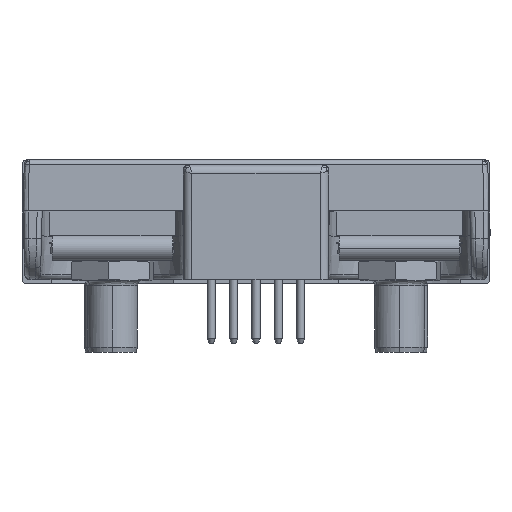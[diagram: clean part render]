
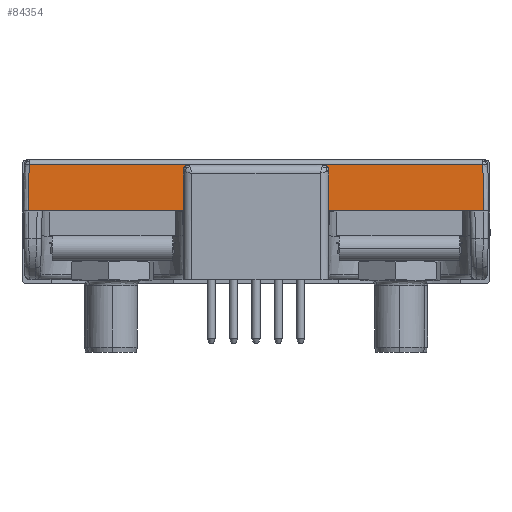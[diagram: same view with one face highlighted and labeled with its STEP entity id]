
A CAD part, left-side view. The second image highlights one B-rep face of the part: STEP entity #84354.
In plain terms, the highlighted planar face has unit normal (-1, 0, 0.026).
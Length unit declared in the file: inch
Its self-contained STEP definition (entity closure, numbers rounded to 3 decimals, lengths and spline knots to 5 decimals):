
#261 = CARTESIAN_POINT ( 'NONE',  ( -8.73701, 2.01926, -0.13881 ) ) ;
#3413 = DIRECTION ( 'NONE',  ( 0., 1., 0. ) ) ;
#4311 = PLANE ( 'NONE',  #63921 ) ;
#5724 = CARTESIAN_POINT ( 'NONE',  ( -8.73427, 2.02199, -0.03441 ) ) ;
#6475 = CARTESIAN_POINT ( 'NONE',  ( -8.7364, 2.01987, -0.11561 ) ) ;
#6534 = LINE ( 'NONE', #18944, #65495 ) ;
#7773 = LINE ( 'NONE', #74413, #81190 ) ;
#8585 = VECTOR ( 'NONE', #48030, 39.37008 ) ;
#8704 = VERTEX_POINT ( 'NONE', #86193 ) ;
#8957 = CARTESIAN_POINT ( 'NONE',  ( -8.73789, 2.01838, -0.17253 ) ) ;
#9429 = CARTESIAN_POINT ( 'NONE',  ( -8.7379, 2.90431, -0.17277 ) ) ;
#9458 = CARTESIAN_POINT ( 'NONE',  ( -8.73427, 3.37797, -0.03441 ) ) ;
#9931 = B_SPLINE_CURVE_WITH_KNOTS ( 'NONE', 3,
 ( #14554, #63057, #63662, #21346, #6475, #42809, #261, #91677, #56191, #42501, #92297, #77009, #20450, #13654, #49662, #56806, #63351, #14264, #71117, #70494, #28512, #34450, #84213, #27903, #77644, #84804, #91988, #8957, #86038, #50865, #58665 ),
 .UNSPECIFIED., .F., .F.,
 ( 4, 3, 3, 3, 3, 3, 3, 3, 3, 3, 4 ),
 ( 0., 0.50305, 0.75457, 0.88033, 0.94321, 0.97465, 0.98251, 0.98644, 0.99037, 0.99823, 1. ),
 .UNSPECIFIED. ) ;
#10815 = ORIENTED_EDGE ( 'NONE', *, *, #67696, .F. ) ;
#11752 = EDGE_CURVE ( 'NONE', #66748, #23476, #6534, .T. ) ;
#11945 = VECTOR ( 'NONE', #29590, 39.37008 ) ;
#13654 = CARTESIAN_POINT ( 'NONE',  ( -8.73773, 2.01854, -0.16636 ) ) ;
#14264 = CARTESIAN_POINT ( 'NONE',  ( -8.73782, 2.01844, -0.16999 ) ) ;
#14554 = CARTESIAN_POINT ( 'NONE',  ( -8.73427, 2.02199, -0.03441 ) ) ;
#16362 = ORIENTED_EDGE ( 'NONE', *, *, #11752, .F. ) ;
#16994 = CARTESIAN_POINT ( 'NONE',  ( -8.7379, 3.38159, -0.17277 ) ) ;
#18623 = VERTEX_POINT ( 'NONE', #53232 ) ;
#18944 = CARTESIAN_POINT ( 'NONE',  ( -8.7379, 2.69998, -0.17277 ) ) ;
#20450 = CARTESIAN_POINT ( 'NONE',  ( -8.73769, 2.01858, -0.16491 ) ) ;
#21042 = DIRECTION ( 'NONE',  ( 0., -1., 0. ) ) ;
#21346 = CARTESIAN_POINT ( 'NONE',  ( -8.73609, 2.02017, -0.10401 ) ) ;
#22290 = CARTESIAN_POINT ( 'NONE',  ( -8.7379, 3.36795, -0.17277 ) ) ;
#23476 = VERTEX_POINT ( 'NONE', #33722 ) ;
#24171 = ORIENTED_EDGE ( 'NONE', *, *, #40460, .T. ) ;
#26347 = DIRECTION ( 'NONE',  ( -0.026, 0., -1. ) ) ;
#26994 = EDGE_CURVE ( 'NONE', #80450, #23476, #63939, .T. ) ;
#27903 = CARTESIAN_POINT ( 'NONE',  ( -8.73786, 2.01841, -0.17126 ) ) ;
#28512 = CARTESIAN_POINT ( 'NONE',  ( -8.73784, 2.01842, -0.17071 ) ) ;
#29590 = DIRECTION ( 'NONE',  ( 0., 1., 0. ) ) ;
#31446 = CARTESIAN_POINT ( 'NONE',  ( -8.73669, 3.38039, -0.12665 ) ) ;
#31967 = ORIENTED_EDGE ( 'NONE', *, *, #26994, .T. ) ;
#32427 = ORIENTED_EDGE ( 'NONE', *, *, #55406, .F. ) ;
#32626 = VERTEX_POINT ( 'NONE', #47187 ) ;
#33722 = CARTESIAN_POINT ( 'NONE',  ( -8.7379, 3.3543, -0.17277 ) ) ;
#34450 = CARTESIAN_POINT ( 'NONE',  ( -8.73785, 2.01842, -0.1709 ) ) ;
#38828 = CARTESIAN_POINT ( 'NONE',  ( -8.7379, 2.69998, -0.17277 ) ) ;
#40460 = EDGE_CURVE ( 'NONE', #78949, #18623, #7773, .T. ) ;
#40851 = LINE ( 'NONE', #54876, #8585 ) ;
#42501 = CARTESIAN_POINT ( 'NONE',  ( -8.73746, 2.0188, -0.15621 ) ) ;
#42809 = CARTESIAN_POINT ( 'NONE',  ( -8.7367, 2.01956, -0.12721 ) ) ;
#47081 = EDGE_LOOP ( 'NONE', ( #32427, #10815, #56505, #61637, #24171, #72215, #31967, #16362 ) ) ;
#47187 = CARTESIAN_POINT ( 'NONE',  ( -8.7379, 2.49565, -0.17277 ) ) ;
#48030 = DIRECTION ( 'NONE',  ( 0., 1., 0. ) ) ;
#49662 = CARTESIAN_POINT ( 'NONE',  ( -8.73777, 2.0185, -0.16781 ) ) ;
#50865 = CARTESIAN_POINT ( 'NONE',  ( -8.73789, 2.01837, -0.17269 ) ) ;
#52935 = VECTOR ( 'NONE', #3413, 39.37008 ) ;
#53232 = CARTESIAN_POINT ( 'NONE',  ( -8.73427, 3.37797, -0.03441 ) ) ;
#54687 = DIRECTION ( 'NONE',  ( 0., 1., 0. ) ) ;
#54876 = CARTESIAN_POINT ( 'NONE',  ( -8.7379, 2.69998, -0.17277 ) ) ;
#55406 = EDGE_CURVE ( 'NONE', #32626, #66748, #68780, .T. ) ;
#56191 = CARTESIAN_POINT ( 'NONE',  ( -8.73731, 2.01896, -0.15041 ) ) ;
#56209 = CARTESIAN_POINT ( 'NONE',  ( -8.7379, 2.04566, -0.17277 ) ) ;
#56404 = LINE ( 'NONE', #80286, #11945 ) ;
#56505 = ORIENTED_EDGE ( 'NONE', *, *, #59282, .F. ) ;
#56806 = CARTESIAN_POINT ( 'NONE',  ( -8.7378, 2.01846, -0.16926 ) ) ;
#58665 = CARTESIAN_POINT ( 'NONE',  ( -8.7379, 2.01837, -0.17277 ) ) ;
#59282 = EDGE_CURVE ( 'NONE', #8704, #75783, #56404, .T. ) ;
#60712 = FACE_OUTER_BOUND ( 'NONE', #47081, .T. ) ;
#61315 = EDGE_CURVE ( 'NONE', #18623, #80450, #81386, .T. ) ;
#61637 = ORIENTED_EDGE ( 'NONE', *, *, #67162, .F. ) ;
#63057 = CARTESIAN_POINT ( 'NONE',  ( -8.73488, 2.02139, -0.05761 ) ) ;
#63351 = CARTESIAN_POINT ( 'NONE',  ( -8.73781, 2.01845, -0.16963 ) ) ;
#63662 = CARTESIAN_POINT ( 'NONE',  ( -8.73549, 2.02078, -0.08081 ) ) ;
#63921 = AXIS2_PLACEMENT_3D ( 'NONE', #82924, #75750, #26347 ) ;
#63939 = LINE ( 'NONE', #22290, #69490 ) ;
#65495 = VECTOR ( 'NONE', #54687, 39.37008 ) ;
#66748 = VERTEX_POINT ( 'NONE', #9429 ) ;
#67162 = EDGE_CURVE ( 'NONE', #78949, #8704, #9931, .T. ) ;
#67696 = EDGE_CURVE ( 'NONE', #75783, #32626, #40851, .T. ) ;
#68780 = LINE ( 'NONE', #38828, #52935 ) ;
#69490 = VECTOR ( 'NONE', #21042, 39.37008 ) ;
#70494 = CARTESIAN_POINT ( 'NONE',  ( -8.73784, 2.01843, -0.17053 ) ) ;
#71117 = CARTESIAN_POINT ( 'NONE',  ( -8.73783, 2.01843, -0.17035 ) ) ;
#72215 = ORIENTED_EDGE ( 'NONE', *, *, #61315, .T. ) ;
#74413 = CARTESIAN_POINT ( 'NONE',  ( -8.73427, 2.69998, -0.03441 ) ) ;
#75750 = DIRECTION ( 'NONE',  ( 1., 0., -0.026 ) ) ;
#75783 = VERTEX_POINT ( 'NONE', #56209 ) ;
#77009 = CARTESIAN_POINT ( 'NONE',  ( -8.73761, 2.01865, -0.16201 ) ) ;
#77644 = CARTESIAN_POINT ( 'NONE',  ( -8.73786, 2.01841, -0.17144 ) ) ;
#78949 = VERTEX_POINT ( 'NONE', #5724 ) ;
#80286 = CARTESIAN_POINT ( 'NONE',  ( -8.7379, 2.69998, -0.17277 ) ) ;
#80292 = CARTESIAN_POINT ( 'NONE',  ( -8.73548, 3.37918, -0.08053 ) ) ;
#80450 = VERTEX_POINT ( 'NONE', #16994 ) ;
#81190 = VECTOR ( 'NONE', #82207, 39.37008 ) ;
#81386 = B_SPLINE_CURVE_WITH_KNOTS ( 'NONE', 3,
 ( #9458, #80292, #31446, #87483 ),
 .UNSPECIFIED., .F., .F.,
 ( 4, 4 ),
 ( 0., 1. ),
 .UNSPECIFIED. ) ;
#82207 = DIRECTION ( 'NONE',  ( 0., 1., 0. ) ) ;
#82924 = CARTESIAN_POINT ( 'NONE',  ( -8.73427, 2.01837, -0.03441 ) ) ;
#84213 = CARTESIAN_POINT ( 'NONE',  ( -8.73785, 2.01842, -0.17108 ) ) ;
#84354 = ADVANCED_FACE ( 'NONE', ( #60712 ), #4311, .F. ) ;
#84804 = CARTESIAN_POINT ( 'NONE',  ( -8.73787, 2.0184, -0.1718 ) ) ;
#86038 = CARTESIAN_POINT ( 'NONE',  ( -8.73789, 2.01838, -0.17261 ) ) ;
#86193 = CARTESIAN_POINT ( 'NONE',  ( -8.7379, 2.01837, -0.17277 ) ) ;
#87483 = CARTESIAN_POINT ( 'NONE',  ( -8.7379, 3.38159, -0.17277 ) ) ;
#91677 = CARTESIAN_POINT ( 'NONE',  ( -8.73716, 2.01911, -0.14461 ) ) ;
#91988 = CARTESIAN_POINT ( 'NONE',  ( -8.73788, 2.01839, -0.17216 ) ) ;
#92297 = CARTESIAN_POINT ( 'NONE',  ( -8.73754, 2.01873, -0.15911 ) ) ;
